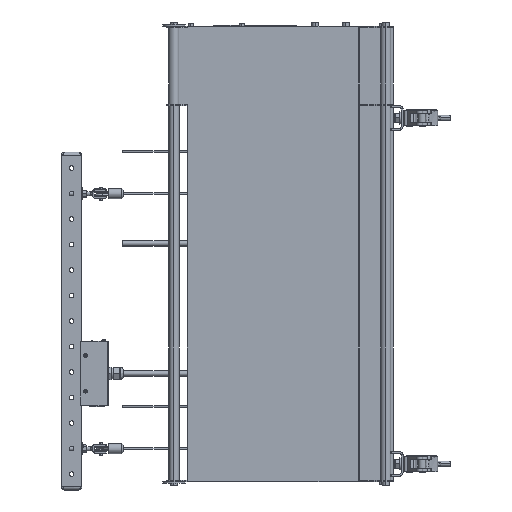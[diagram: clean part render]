
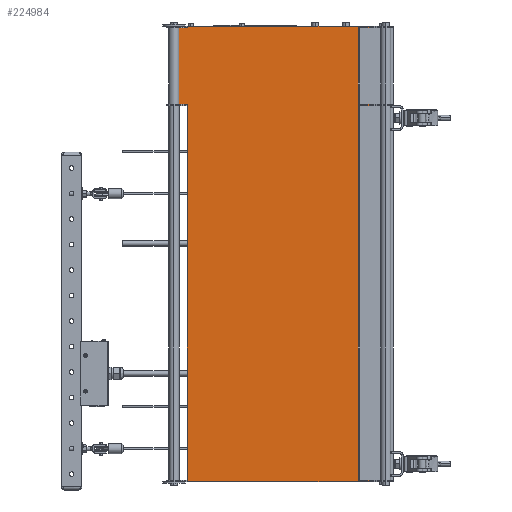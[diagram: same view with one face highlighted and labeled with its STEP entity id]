
A CAD part, left-side view. The second image highlights one B-rep face of the part: STEP entity #224984.
In plain terms, the highlighted planar face has unit normal (1, 0, 0).
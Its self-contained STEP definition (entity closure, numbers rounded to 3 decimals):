
#2230 = CARTESIAN_POINT ( 'NONE',  ( -126.506, -220.63, 439.153 ) ) ;
#6069 = CARTESIAN_POINT ( 'NONE',  ( -126.506, -247.011, 439.153 ) ) ;
#7606 = VECTOR ( 'NONE', #199530, 1000. ) ;
#11754 = CARTESIAN_POINT ( 'NONE',  ( -126.506, 141.607, 439.153 ) ) ;
#13995 = LINE ( 'NONE', #153296, #187223 ) ;
#20817 = LINE ( 'NONE', #142966, #203031 ) ;
#23331 = CARTESIAN_POINT ( 'NONE',  ( -126.506, 141.607, 286.153 ) ) ;
#24954 = VERTEX_POINT ( 'NONE', #27919 ) ;
#26343 = VERTEX_POINT ( 'NONE', #85517 ) ;
#27919 = CARTESIAN_POINT ( 'NONE',  ( -126.506, -193.211, 286.153 ) ) ;
#27993 = CARTESIAN_POINT ( 'NONE',  ( -126.506, -220.63, 439.153 ) ) ;
#30900 = CARTESIAN_POINT ( 'NONE',  ( -126.506, 141.607, -450.847 ) ) ;
#33675 = CARTESIAN_POINT ( 'NONE',  ( -126.506, -220.63, 286.153 ) ) ;
#34225 = ORIENTED_EDGE ( 'NONE', *, *, #53489, .T. ) ;
#35232 = VECTOR ( 'NONE', #182983, 1000. ) ;
#36156 = VERTEX_POINT ( 'NONE', #180510 ) ;
#36273 = PLANE ( 'NONE',  #137671 ) ;
#36980 = CARTESIAN_POINT ( 'NONE',  ( -126.506, -193.211, -450.847 ) ) ;
#37480 = ORIENTED_EDGE ( 'NONE', *, *, #40938, .F. ) ;
#39091 = VECTOR ( 'NONE', #58745, 1000. ) ;
#40938 = EDGE_CURVE ( 'NONE', #77370, #73167, #115223, .T. ) ;
#41592 = LINE ( 'NONE', #23331, #39091 ) ;
#43120 = VERTEX_POINT ( 'NONE', #36980 ) ;
#43187 = VECTOR ( 'NONE', #185246, 1000. ) ;
#44254 = VECTOR ( 'NONE', #146531, 1000. ) ;
#46073 = DIRECTION ( 'NONE',  ( 0., 0., -1. ) ) ;
#47248 = ORIENTED_EDGE ( 'NONE', *, *, #226100, .T. ) ;
#51460 = DIRECTION ( 'NONE',  ( 0., 0., 1. ) ) ;
#53489 = EDGE_CURVE ( 'NONE', #201979, #212726, #196429, .T. ) ;
#54069 = ORIENTED_EDGE ( 'NONE', *, *, #150651, .T. ) ;
#58745 = DIRECTION ( 'NONE',  ( 0., 1., 0. ) ) ;
#59849 = ORIENTED_EDGE ( 'NONE', *, *, #74113, .T. ) ;
#59989 = ORIENTED_EDGE ( 'NONE', *, *, #189471, .T. ) ;
#60215 = VECTOR ( 'NONE', #218941, 1000. ) ;
#60529 = DIRECTION ( 'NONE',  ( 0., 0., -1. ) ) ;
#61249 = ORIENTED_EDGE ( 'NONE', *, *, #169622, .T. ) ;
#61951 = DIRECTION ( 'NONE',  ( 0., -1., 0. ) ) ;
#63982 = CARTESIAN_POINT ( 'NONE',  ( -126.506, -220.63, -453.847 ) ) ;
#69839 = ORIENTED_EDGE ( 'NONE', *, *, #195693, .T. ) ;
#71329 = VERTEX_POINT ( 'NONE', #209704 ) ;
#73167 = VERTEX_POINT ( 'NONE', #30900 ) ;
#74113 = EDGE_CURVE ( 'NONE', #138953, #26343, #226179, .T. ) ;
#74368 = CARTESIAN_POINT ( 'NONE',  ( -126.506, 141.607, 283.153 ) ) ;
#77370 = VERTEX_POINT ( 'NONE', #74368 ) ;
#77592 = CARTESIAN_POINT ( 'NONE',  ( -126.506, -247.011, -453.847 ) ) ;
#77924 = CARTESIAN_POINT ( 'NONE',  ( -126.506, -220.63, 439.153 ) ) ;
#79031 = CARTESIAN_POINT ( 'NONE',  ( -126.506, 141.607, 436.153 ) ) ;
#80280 = CARTESIAN_POINT ( 'NONE',  ( -126.506, -220.63, 436.153 ) ) ;
#81319 = VECTOR ( 'NONE', #60529, 1000. ) ;
#82000 = VERTEX_POINT ( 'NONE', #27993 ) ;
#83382 = ORIENTED_EDGE ( 'NONE', *, *, #177295, .T. ) ;
#85517 = CARTESIAN_POINT ( 'NONE',  ( -126.506, 141.607, 439.153 ) ) ;
#88084 = EDGE_CURVE ( 'NONE', #43120, #36156, #203957, .T. ) ;
#88691 = CARTESIAN_POINT ( 'NONE',  ( -126.506, 141.607, 436.153 ) ) ;
#91023 = LINE ( 'NONE', #160738, #60215 ) ;
#92882 = LINE ( 'NONE', #6069, #44254 ) ;
#93938 = EDGE_CURVE ( 'NONE', #24954, #179736, #214141, .T. ) ;
#95806 = CARTESIAN_POINT ( 'NONE',  ( -126.506, 141.607, -450.847 ) ) ;
#96111 = LINE ( 'NONE', #77924, #43187 ) ;
#96333 = CARTESIAN_POINT ( 'NONE',  ( -126.506, 158.449, 286.153 ) ) ;
#98711 = LINE ( 'NONE', #136305, #179900 ) ;
#99028 = CARTESIAN_POINT ( 'NONE',  ( -126.506, 141.607, 286.153 ) ) ;
#103758 = ORIENTED_EDGE ( 'NONE', *, *, #222762, .F. ) ;
#105175 = VECTOR ( 'NONE', #46073, 1000. ) ;
#107001 = EDGE_CURVE ( 'NONE', #159961, #187419, #41592, .T. ) ;
#107018 = DIRECTION ( 'NONE',  ( 1., 0., 0. ) ) ;
#109911 = LINE ( 'NONE', #113292, #35232 ) ;
#113292 = CARTESIAN_POINT ( 'NONE',  ( -126.506, 158.449, 439.153 ) ) ;
#113815 = VECTOR ( 'NONE', #170136, 1000. ) ;
#115223 = LINE ( 'NONE', #95806, #81319 ) ;
#121374 = VERTEX_POINT ( 'NONE', #122115 ) ;
#122115 = CARTESIAN_POINT ( 'NONE',  ( -126.506, -220.63, 283.153 ) ) ;
#123159 = CARTESIAN_POINT ( 'NONE',  ( -126.506, 141.607, -453.847 ) ) ;
#126433 = CARTESIAN_POINT ( 'NONE',  ( -126.506, 141.607, 283.153 ) ) ;
#129318 = EDGE_CURVE ( 'NONE', #71329, #43120, #202497, .T. ) ;
#131502 = CARTESIAN_POINT ( 'NONE',  ( -126.506, 158.449, 436.153 ) ) ;
#136305 = CARTESIAN_POINT ( 'NONE',  ( -126.506, 141.607, 439.153 ) ) ;
#137210 = CARTESIAN_POINT ( 'NONE',  ( -126.506, -193.211, 439.153 ) ) ;
#137671 = AXIS2_PLACEMENT_3D ( 'NONE', #140133, #107018, #212110 ) ;
#137812 = ORIENTED_EDGE ( 'NONE', *, *, #178959, .T. ) ;
#138087 = ORIENTED_EDGE ( 'NONE', *, *, #203995, .T. ) ;
#138953 = VERTEX_POINT ( 'NONE', #88691 ) ;
#140133 = CARTESIAN_POINT ( 'NONE',  ( -126.506, 141.607, 439.153 ) ) ;
#141259 = VECTOR ( 'NONE', #155322, 1000. ) ;
#142966 = CARTESIAN_POINT ( 'NONE',  ( -126.506, -220.63, 439.153 ) ) ;
#143578 = LINE ( 'NONE', #126433, #7606 ) ;
#144243 = LINE ( 'NONE', #218516, #113815 ) ;
#146531 = DIRECTION ( 'NONE',  ( 0., -1., 0. ) ) ;
#147130 = EDGE_LOOP ( 'NONE', ( #179240, #61249, #137812, #59849, #138087, #83382, #69839, #164696, #189867, #47248, #160899, #194904, #186648, #59989, #34225, #103758, #37480, #54069 ) ) ;
#147214 = DIRECTION ( 'NONE',  ( 0., 1., 0. ) ) ;
#150651 = EDGE_CURVE ( 'NONE', #77370, #159961, #98711, .T. ) ;
#150771 = VECTOR ( 'NONE', #178707, 1000. ) ;
#153296 = CARTESIAN_POINT ( 'NONE',  ( -126.506, 141.607, -453.847 ) ) ;
#155322 = DIRECTION ( 'NONE',  ( 0., 0., -1. ) ) ;
#155841 = VECTOR ( 'NONE', #61951, 1000. ) ;
#157433 = EDGE_CURVE ( 'NONE', #121374, #71329, #143578, .T. ) ;
#159961 = VERTEX_POINT ( 'NONE', #99028 ) ;
#160738 = CARTESIAN_POINT ( 'NONE',  ( -126.506, 141.607, 436.153 ) ) ;
#160899 = ORIENTED_EDGE ( 'NONE', *, *, #157433, .T. ) ;
#161400 = CARTESIAN_POINT ( 'NONE',  ( -126.506, -193.211, 436.153 ) ) ;
#162308 = VERTEX_POINT ( 'NONE', #80280 ) ;
#164696 = ORIENTED_EDGE ( 'NONE', *, *, #212680, .T. ) ;
#168363 = VECTOR ( 'NONE', #147214, 1000. ) ;
#169164 = VECTOR ( 'NONE', #186807, 1000. ) ;
#169622 = EDGE_CURVE ( 'NONE', #187419, #169734, #109911, .T. ) ;
#169734 = VERTEX_POINT ( 'NONE', #131502 ) ;
#170136 = DIRECTION ( 'NONE',  ( 0., 0., -1. ) ) ;
#171787 = DIRECTION ( 'NONE',  ( 0., 0., 1. ) ) ;
#173627 = LINE ( 'NONE', #2230, #141259 ) ;
#177295 = EDGE_CURVE ( 'NONE', #82000, #162308, #20817, .T. ) ;
#178707 = DIRECTION ( 'NONE',  ( 0., -1., 0. ) ) ;
#178959 = EDGE_CURVE ( 'NONE', #169734, #138953, #218436, .T. ) ;
#179240 = ORIENTED_EDGE ( 'NONE', *, *, #107001, .T. ) ;
#179736 = VERTEX_POINT ( 'NONE', #33675 ) ;
#179900 = VECTOR ( 'NONE', #171787, 1000. ) ;
#180510 = CARTESIAN_POINT ( 'NONE',  ( -126.506, -220.63, -450.847 ) ) ;
#182983 = DIRECTION ( 'NONE',  ( 0., 0., 1. ) ) ;
#185246 = DIRECTION ( 'NONE',  ( 0., 0., -1. ) ) ;
#186648 = ORIENTED_EDGE ( 'NONE', *, *, #88084, .T. ) ;
#186807 = DIRECTION ( 'NONE',  ( 0., -1., 0. ) ) ;
#187223 = VECTOR ( 'NONE', #222999, 1000. ) ;
#187419 = VERTEX_POINT ( 'NONE', #96333 ) ;
#189471 = EDGE_CURVE ( 'NONE', #36156, #201979, #173627, .T. ) ;
#189867 = ORIENTED_EDGE ( 'NONE', *, *, #93938, .T. ) ;
#193836 = FACE_OUTER_BOUND ( 'NONE', #147130, .T. ) ;
#194904 = ORIENTED_EDGE ( 'NONE', *, *, #129318, .T. ) ;
#195693 = EDGE_CURVE ( 'NONE', #162308, #210923, #91023, .T. ) ;
#196429 = LINE ( 'NONE', #77592, #168363 ) ;
#199530 = DIRECTION ( 'NONE',  ( 0., 1., 0. ) ) ;
#201979 = VERTEX_POINT ( 'NONE', #63982 ) ;
#202497 = LINE ( 'NONE', #137210, #105175 ) ;
#203031 = VECTOR ( 'NONE', #213847, 1000. ) ;
#203957 = LINE ( 'NONE', #217765, #169164 ) ;
#203995 = EDGE_CURVE ( 'NONE', #26343, #82000, #92882, .T. ) ;
#209704 = CARTESIAN_POINT ( 'NONE',  ( -126.506, -193.211, 283.153 ) ) ;
#210923 = VERTEX_POINT ( 'NONE', #161400 ) ;
#212110 = DIRECTION ( 'NONE',  ( 0., 1., 0. ) ) ;
#212680 = EDGE_CURVE ( 'NONE', #210923, #24954, #144243, .T. ) ;
#212726 = VERTEX_POINT ( 'NONE', #123159 ) ;
#213847 = DIRECTION ( 'NONE',  ( 0., 0., -1. ) ) ;
#214141 = LINE ( 'NONE', #217548, #150771 ) ;
#215992 = VECTOR ( 'NONE', #51460, 1000. ) ;
#217548 = CARTESIAN_POINT ( 'NONE',  ( -126.506, 141.607, 286.153 ) ) ;
#217765 = CARTESIAN_POINT ( 'NONE',  ( -126.506, 141.607, -450.847 ) ) ;
#218436 = LINE ( 'NONE', #79031, #155841 ) ;
#218516 = CARTESIAN_POINT ( 'NONE',  ( -126.506, -193.211, 439.153 ) ) ;
#218941 = DIRECTION ( 'NONE',  ( 0., 1., 0. ) ) ;
#222762 = EDGE_CURVE ( 'NONE', #73167, #212726, #13995, .T. ) ;
#222999 = DIRECTION ( 'NONE',  ( 0., 0., -1. ) ) ;
#224984 = ADVANCED_FACE ( 'NONE', ( #193836 ), #36273, .T. ) ;
#226100 = EDGE_CURVE ( 'NONE', #179736, #121374, #96111, .T. ) ;
#226179 = LINE ( 'NONE', #11754, #215992 ) ;
